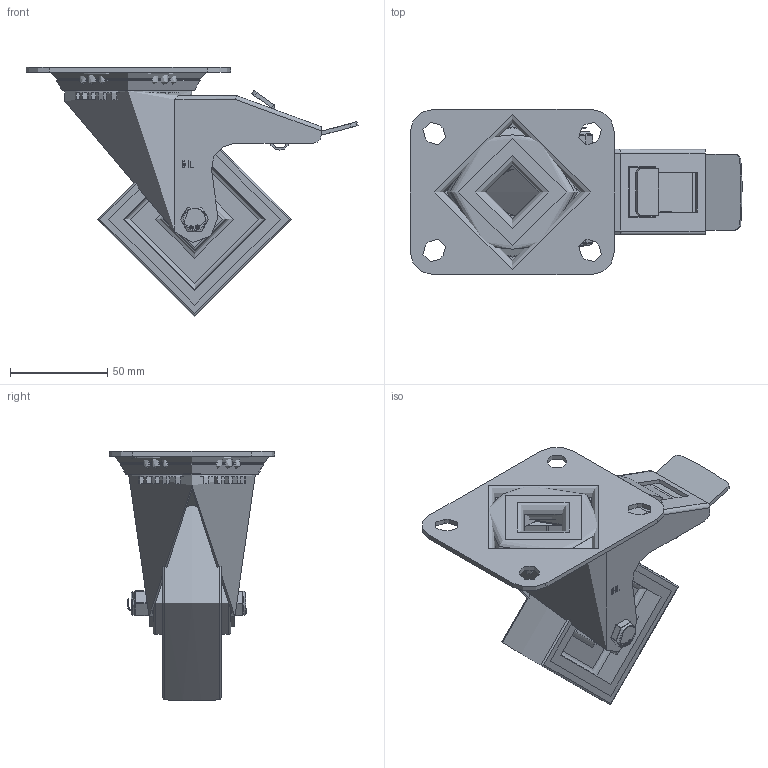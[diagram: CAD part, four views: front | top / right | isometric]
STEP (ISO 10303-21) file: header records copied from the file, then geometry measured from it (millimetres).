
FILE_DESCRIPTION(/* description */ (''),/* implementation_level */ '2;1');
FILE_NAME(/* name */ 'SSMM100NPSWB.step',/* time_stamp */ '2024-10-08T14:23:51+01:00',/* author */ (''),/* organization */ (''),/* preprocessor_version */ 'ST-DEVELOPER v20',/* originating_system */ 'Autodesk Translation Framework v13.20.0.188',/* authorisation */ '');
FILE_SCHEMA (('AUTOMOTIVE_DESIGN { 1 0 10303 214 3 1 1 }'));
Length unit declared in the file: millimetre
Products named in the file (21): SSMM100NPSWB; SSMM100ASSWB v1; STAINLESS  STEEL TOP PLATE; STAINLESS  STEEL TOP PLATE Geometry; BALL BEARINGS; Component1; STAINLESS STEEL FORKS; BEARING SEAL; STAINLESS STEEL BRAKE PEDAL; BRAKE PAD; BZMM100WNP v1; POLYURETHANE TYRE; NYLON RIM; TUBEM12X40SS v1; STAINLESS STEEL TUBE; HEXBOLTM8X55A2 v2; GRADE A2 304 STAINLESS STEEL  BOLT; NYLOCM8A2 v1; STAINLESS STEEL NYLOC NUT; NUT; RUBBER
Assembly tree (43 placements, depth 5):
  SSMM100NPSWB
    SSMM100ASSWB v1
      STAINLESS  STEEL TOP PLATE
        STAINLESS  STEEL TOP PLATE Geometry
        BALL BEARINGS
          Component1  x24
      STAINLESS STEEL FORKS
      BEARING SEAL
      STAINLESS STEEL BRAKE PEDAL
      BRAKE PAD
    BZMM100WNP v1
      POLYURETHANE TYRE
      NYLON RIM
    TUBEM12X40SS v1
      STAINLESS STEEL TUBE
    HEXBOLTM8X55A2 v2
      GRADE A2 304 STAINLESS STEEL  BOLT
    NYLOCM8A2 v1
      STAINLESS STEEL NYLOC NUT
        NUT
        RUBBER
Bounding box: 170.42 x 85 x 127.95 mm (x, y, z)
Volume: 226374.7 mm3; surface area: 126165.8 mm2
Topology: 35 solids, 35 shells, 575 faces, 1489 edges, 953 vertices
Faces by surface type: plane 282, cylinder 145, bspline 65, sphere 48, torus 22, cone 13
Full cylindrical faces by diameter (mm): 6.446 x7, 7.866 x13, 8 x3, 8.2 x2, 8.5 x1, 8.6 x2, 11.5 x1, 11.9 x1, 12.1 x1, 12.2 x1, 15 x2, 27.5 x1, 31.5 x1, 32 x2, 56 x2, 61 x1, 65 x1, 88 x2
Entity records: 23272 total; most frequent: CARTESIAN_POINT 9450, ORIENTED_EDGE 2824, DIRECTION 2625, EDGE_CURVE 1412, VERTEX_POINT 907, AXIS2_PLACEMENT_3D 892, LINE 841, VECTOR 841
